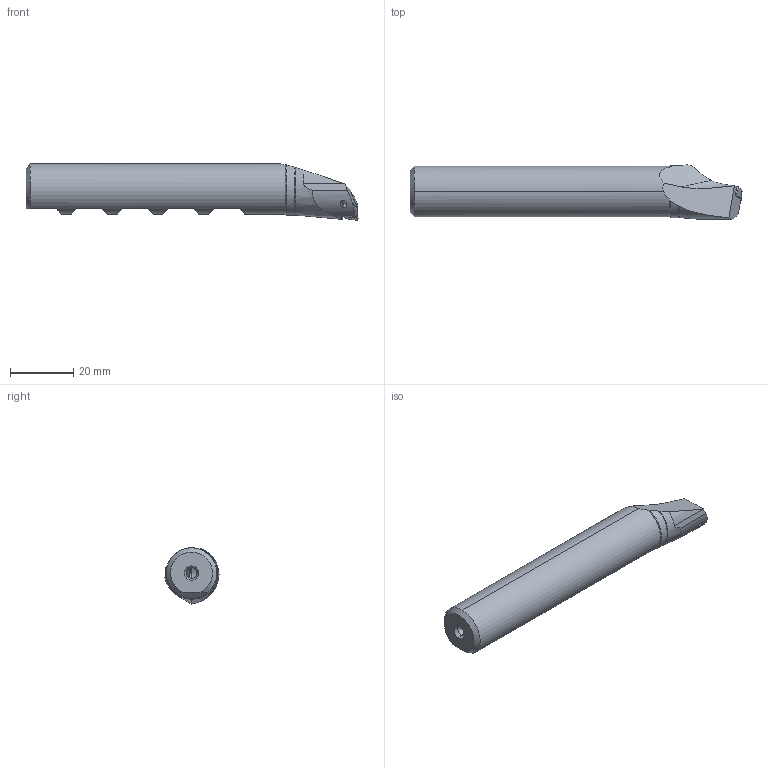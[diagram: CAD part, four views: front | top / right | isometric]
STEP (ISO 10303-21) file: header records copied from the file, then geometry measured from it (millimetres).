
FILE_DESCRIPTION (( 'STEP AP203' ), '1' );
FILE_NAME ('253.020.W04.105.STEP', '2024-08-26T13:21:40', ( '' ), ( '' ), 'SwSTEP 2.0', 'SolidWorks 2022', '' );
FILE_SCHEMA (( 'CONFIG_CONTROL_DESIGN' ));
Length unit declared in the file: millimetre
Products named in the file (4): 253.020.W04.105; B20-WWN.K11.105_A; WCA-ER2.001.006_B; WXGU040304L-TS
Assembly tree (3 placements, depth 2):
  253.020.W04.105
    B20-WWN.K11.105_A
    WXGU040304L-TS
    WCA-ER2.001.006_B
Bounding box: 105 x 17.13 x 17.86 mm (x, y, z)
Volume: 17884 mm3; surface area: 6561.3 mm2
Topology: 3 solids, 3 shells, 603 faces, 1553 edges, 928 vertices
Faces by surface type: bspline 249, cylinder 180, plane 121, cone 46, torus 5, sphere 2
Entity records: 29332 total; most frequent: CARTESIAN_POINT 16835, ORIENTED_EDGE 3050, DIRECTION 1660, EDGE_CURVE 1525, VERTEX_POINT 928, B_SPLINE_CURVE_WITH_KNOTS 698, EDGE_LOOP 609, FACE_OUTER_BOUND 603
